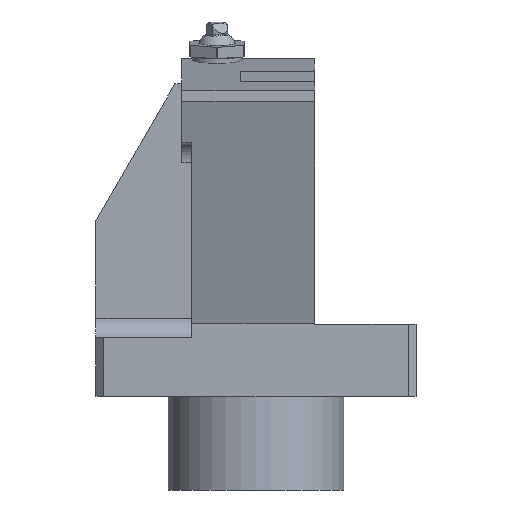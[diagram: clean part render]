
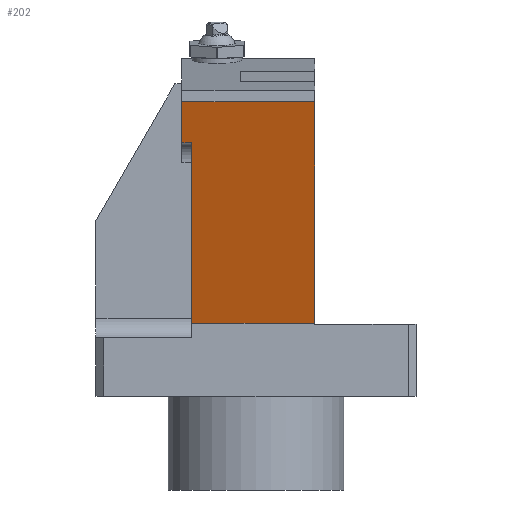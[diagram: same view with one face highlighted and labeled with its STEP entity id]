
A CAD part, front view. The second image highlights one B-rep face of the part: STEP entity #202.
In plain terms, the highlighted planar face has unit normal (0, -0.951, -0.309).
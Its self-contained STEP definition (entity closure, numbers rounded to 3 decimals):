
#202=ADVANCED_FACE('',(#383),#310,.T.);
#310=PLANE('',#2063);
#383=FACE_OUTER_BOUND('',#481,.T.);
#481=EDGE_LOOP('',(#655,#656,#657,#658,#659,#660));
#655=ORIENTED_EDGE('',*,*,#1427,.F.);
#656=ORIENTED_EDGE('',*,*,#1428,.F.);
#657=ORIENTED_EDGE('',*,*,#1429,.F.);
#658=ORIENTED_EDGE('',*,*,#1430,.F.);
#659=ORIENTED_EDGE('',*,*,#1409,.T.);
#660=ORIENTED_EDGE('',*,*,#1431,.T.);
#1212=VERTEX_POINT('',#2899);
#1213=VERTEX_POINT('',#2901);
#1227=VERTEX_POINT('',#2935);
#1228=VERTEX_POINT('',#2936);
#1229=VERTEX_POINT('',#2938);
#1230=VERTEX_POINT('',#2940);
#1409=EDGE_CURVE('',#1213,#1212,#1693,.T.);
#1427=EDGE_CURVE('',#1227,#1228,#1711,.T.);
#1428=EDGE_CURVE('',#1229,#1227,#1712,.T.);
#1429=EDGE_CURVE('',#1230,#1229,#1713,.T.);
#1430=EDGE_CURVE('',#1213,#1230,#1714,.T.);
#1431=EDGE_CURVE('',#1212,#1228,#1715,.T.);
#1693=LINE('',#2900,#1889);
#1711=LINE('',#2934,#1907);
#1712=LINE('',#2937,#1908);
#1713=LINE('',#2939,#1909);
#1714=LINE('',#2941,#1910);
#1715=LINE('',#2942,#1911);
#1889=VECTOR('',#2292,1.);
#1907=VECTOR('',#2314,1.);
#1908=VECTOR('',#2315,1.);
#1909=VECTOR('',#2316,1.);
#1910=VECTOR('',#2317,1.);
#1911=VECTOR('',#2318,1.);
#2063=AXIS2_PLACEMENT_3D('',#2943,#2319,#2320);
#2292=DIRECTION('',(0.,-0.309,0.951));
#2314=DIRECTION('',(0.,-0.309,0.951));
#2315=DIRECTION('',(-1.,0.,0.));
#2316=DIRECTION('',(0.,-0.309,0.951));
#2317=DIRECTION('',(-1.,0.,0.));
#2318=DIRECTION('',(-1.,0.,0.));
#2319=DIRECTION('',(0.,-0.951,-0.309));
#2320=DIRECTION('',(0.,0.309,-0.951));
#2899=CARTESIAN_POINT('',(15.,-64.,75.403));
#2900=CARTESIAN_POINT('',(15.,-45.576,18.7));
#2901=CARTESIAN_POINT('',(15.,-45.576,18.7));
#2934=CARTESIAN_POINT('',(-19.,-45.576,18.7));
#2935=CARTESIAN_POINT('',(-19.,-60.62,65.));
#2936=CARTESIAN_POINT('',(-19.,-64.,75.403));
#2937=CARTESIAN_POINT('',(41.,-60.62,65.));
#2938=CARTESIAN_POINT('',(-16.5,-60.62,65.));
#2939=CARTESIAN_POINT('',(-16.5,-45.576,18.7));
#2940=CARTESIAN_POINT('',(-16.5,-45.576,18.7));
#2941=CARTESIAN_POINT('',(41.,-45.576,18.7));
#2942=CARTESIAN_POINT('',(41.,-64.,75.403));
#2943=CARTESIAN_POINT('',(41.,-45.576,18.7));
